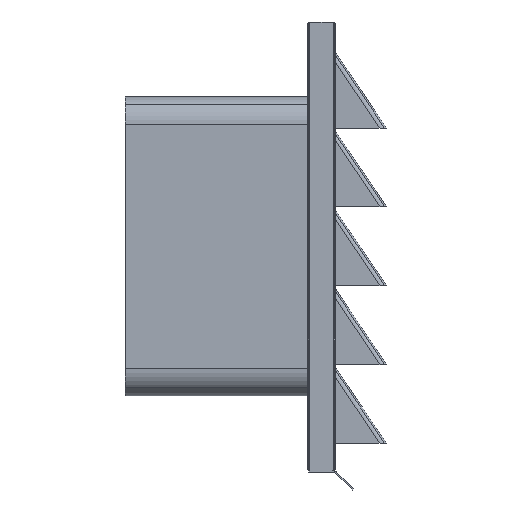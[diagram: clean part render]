
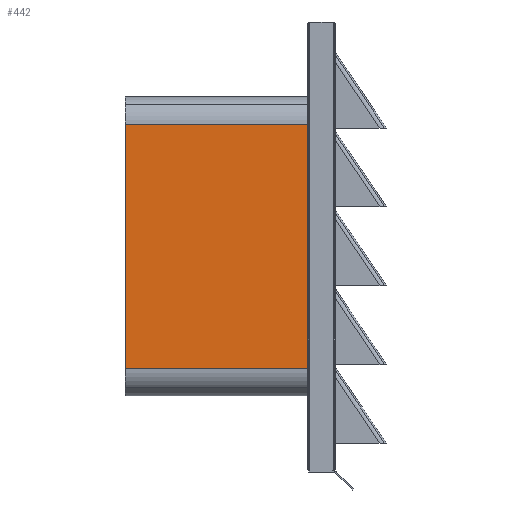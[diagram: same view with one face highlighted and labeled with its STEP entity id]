
A CAD part, front view. The second image highlights one B-rep face of the part: STEP entity #442.
In plain terms, the highlighted face is planar.
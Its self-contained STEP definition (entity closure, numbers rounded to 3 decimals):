
#442=ADVANCED_FACE('',(#985),#986,.T.);
#985=FACE_OUTER_BOUND('',#1602,.T.);
#986=PLANE('',#1603);
#1602=EDGE_LOOP('',(#3804,#3805,#3806,#3807));
#1603=AXIS2_PLACEMENT_3D('',#3808,#3809,#3810);
#3804=ORIENTED_EDGE('',*,*,#4965,.F.);
#3805=ORIENTED_EDGE('',*,*,#4478,.F.);
#3806=ORIENTED_EDGE('',*,*,#4966,.T.);
#3807=ORIENTED_EDGE('',*,*,#4963,.T.);
#3808=CARTESIAN_POINT('',(36.0,0.,0.0));
#3809=DIRECTION('',(1.0,0.,0.));
#3810=DIRECTION('',(0.,0.,-1.0));
#4478=EDGE_CURVE('',#5710,#5712,#5713,.T.);
#4963=EDGE_CURVE('',#6510,#6508,#6511,.T.);
#4965=EDGE_CURVE('',#5712,#6508,#6513,.T.);
#4966=EDGE_CURVE('',#5710,#6510,#6514,.T.);
#5710=VERTEX_POINT('',#7218);
#5712=VERTEX_POINT('',#7220);
#5713=LINE('',#7221,#7222);
#6508=VERTEX_POINT('',#8329);
#6510=VERTEX_POINT('',#8331);
#6511=LINE('',#8332,#8333);
#6513=LINE('',#8335,#8336);
#6514=LINE('',#8337,#8338);
#7218=CARTESIAN_POINT('',(36.0,67.0,100.0));
#7220=CARTESIAN_POINT('',(36.0,67.0,0.));
#7221=CARTESIAN_POINT('',(36.0,67.0,0.0));
#7222=VECTOR('',#8987,1.0);
#8329=CARTESIAN_POINT('',(36.0,-67.,0.));
#8331=CARTESIAN_POINT('',(36.0,-67.0,100.0));
#8332=CARTESIAN_POINT('',(36.0,-67.0,0.));
#8333=VECTOR('',#9816,1.0);
#8335=CARTESIAN_POINT('',(36.0,82.0,0.));
#8336=VECTOR('',#9820,1.0);
#8337=CARTESIAN_POINT('',(36.0,82.0,100.0));
#8338=VECTOR('',#9821,1.0);
#8987=DIRECTION('',(0.,0.,-1.0));
#9816=DIRECTION('',(0.,0.,-1.0));
#9820=DIRECTION('',(0.,-1.0,0.));
#9821=DIRECTION('',(0.,-1.0,0.));
